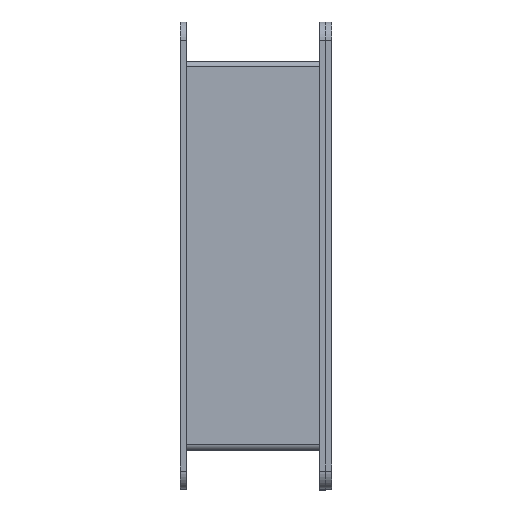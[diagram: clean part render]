
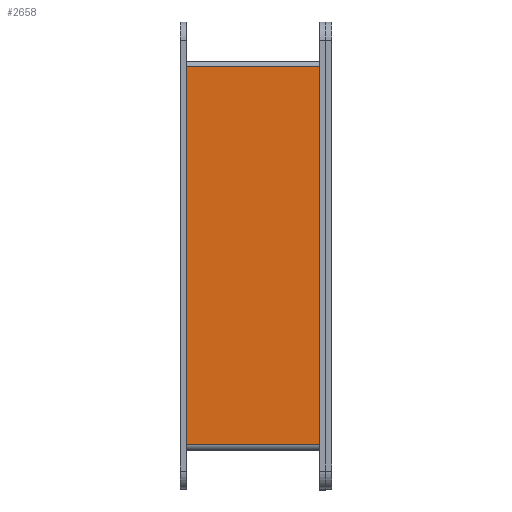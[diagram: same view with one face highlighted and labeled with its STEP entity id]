
A CAD part, top view. The second image highlights one B-rep face of the part: STEP entity #2658.
In plain terms, the highlighted planar face has unit normal (0, 0, 1).
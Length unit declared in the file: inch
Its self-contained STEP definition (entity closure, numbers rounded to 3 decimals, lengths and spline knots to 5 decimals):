
#176 = EDGE_CURVE ( 'NONE', #2137, #3416, #822, .T. ) ;
#234 = LINE ( 'NONE', #808, #1636 ) ;
#235 = DIRECTION ( 'NONE',  ( 0., 0., -1. ) ) ;
#347 = CARTESIAN_POINT ( 'NONE',  ( 1.375, -3.892, 4. ) ) ;
#382 = EDGE_CURVE ( 'NONE', #2457, #2137, #3018, .T. ) ;
#471 = CARTESIAN_POINT ( 'NONE',  ( -1.375, 3.892, 4. ) ) ;
#599 = ORIENTED_EDGE ( 'NONE', *, *, #2240, .F. ) ;
#673 = CARTESIAN_POINT ( 'NONE',  ( -1.375, 3.892, 4. ) ) ;
#734 = LINE ( 'NONE', #673, #2432 ) ;
#808 = CARTESIAN_POINT ( 'NONE',  ( 1.375, 3.927, 4. ) ) ;
#822 = LINE ( 'NONE', #1681, #2008 ) ;
#872 = EDGE_LOOP ( 'NONE', ( #599, #1703, #3442, #3056 ) ) ;
#873 = AXIS2_PLACEMENT_3D ( 'NONE', #2261, #235, #2570 ) ;
#906 = CARTESIAN_POINT ( 'NONE',  ( 1.375, 3.892, 4. ) ) ;
#1398 = FACE_OUTER_BOUND ( 'NONE', #872, .T. ) ;
#1636 = VECTOR ( 'NONE', #2910, 39.37008 ) ;
#1681 = CARTESIAN_POINT ( 'NONE',  ( -1.375, 4., 4. ) ) ;
#1703 = ORIENTED_EDGE ( 'NONE', *, *, #176, .F. ) ;
#1927 = CARTESIAN_POINT ( 'NONE',  ( -1.375, -3.892, 4. ) ) ;
#2008 = VECTOR ( 'NONE', #2652, 39.37008 ) ;
#2137 = VERTEX_POINT ( 'NONE', #1927 ) ;
#2240 = EDGE_CURVE ( 'NONE', #3416, #2388, #734, .T. ) ;
#2261 = CARTESIAN_POINT ( 'NONE',  ( -1.375, -4., 4. ) ) ;
#2388 = VERTEX_POINT ( 'NONE', #906 ) ;
#2432 = VECTOR ( 'NONE', #3113, 39.37008 ) ;
#2457 = VERTEX_POINT ( 'NONE', #347 ) ;
#2570 = DIRECTION ( 'NONE',  ( 0., 1., 0. ) ) ;
#2652 = DIRECTION ( 'NONE',  ( 0., 1., 0. ) ) ;
#2658 = ADVANCED_FACE ( 'NONE', ( #1398 ), #3769, .F. ) ;
#2910 = DIRECTION ( 'NONE',  ( 0., 1., 0. ) ) ;
#2976 = DIRECTION ( 'NONE',  ( -1., 0., 0. ) ) ;
#3018 = LINE ( 'NONE', #3314, #3500 ) ;
#3056 = ORIENTED_EDGE ( 'NONE', *, *, #3532, .T. ) ;
#3113 = DIRECTION ( 'NONE',  ( 1., 0., 0. ) ) ;
#3314 = CARTESIAN_POINT ( 'NONE',  ( -1.375, -3.892, 4. ) ) ;
#3416 = VERTEX_POINT ( 'NONE', #471 ) ;
#3442 = ORIENTED_EDGE ( 'NONE', *, *, #382, .F. ) ;
#3500 = VECTOR ( 'NONE', #2976, 39.37008 ) ;
#3532 = EDGE_CURVE ( 'NONE', #2457, #2388, #234, .T. ) ;
#3769 = PLANE ( 'NONE',  #873 ) ;
